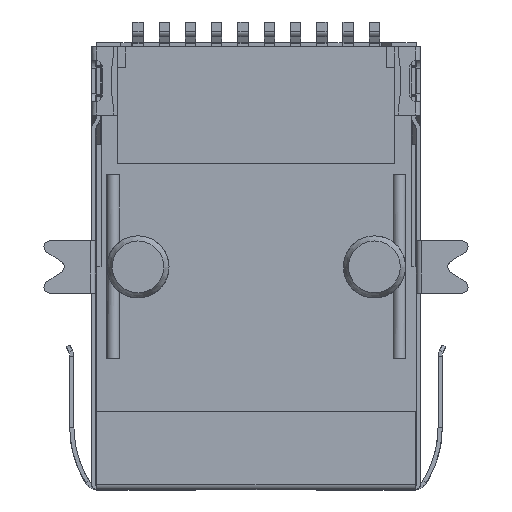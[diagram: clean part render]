
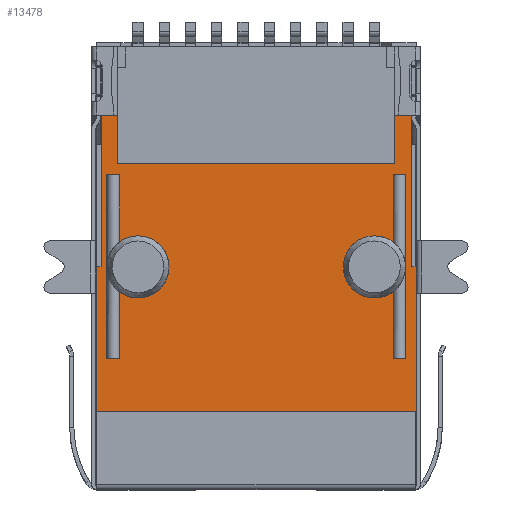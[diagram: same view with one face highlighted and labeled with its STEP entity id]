
A CAD part, top view. The second image highlights one B-rep face of the part: STEP entity #13478.
In plain terms, the highlighted planar face has unit normal (0, 0, 1).
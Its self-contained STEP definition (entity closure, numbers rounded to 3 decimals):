
#795=CIRCLE('',#16412,1.5);
#796=CIRCLE('',#16413,1.5);
#3341=ORIENTED_EDGE('',*,*,#6237,.F.);
#3342=ORIENTED_EDGE('',*,*,#6238,.T.);
#3343=ORIENTED_EDGE('',*,*,#6239,.T.);
#3344=ORIENTED_EDGE('',*,*,#6240,.T.);
#3345=ORIENTED_EDGE('',*,*,#6241,.T.);
#3346=ORIENTED_EDGE('',*,*,#6242,.T.);
#3347=ORIENTED_EDGE('',*,*,#6243,.F.);
#3348=ORIENTED_EDGE('',*,*,#6244,.T.);
#3349=ORIENTED_EDGE('',*,*,#6245,.F.);
#3350=ORIENTED_EDGE('',*,*,#6246,.F.);
#3351=ORIENTED_EDGE('',*,*,#6247,.F.);
#3352=ORIENTED_EDGE('',*,*,#6248,.F.);
#3353=ORIENTED_EDGE('',*,*,#6227,.T.);
#3354=ORIENTED_EDGE('',*,*,#6197,.F.);
#3355=ORIENTED_EDGE('',*,*,#6249,.F.);
#3356=ORIENTED_EDGE('',*,*,#6250,.T.);
#3357=ORIENTED_EDGE('',*,*,#6251,.F.);
#3358=ORIENTED_EDGE('',*,*,#6252,.F.);
#3359=ORIENTED_EDGE('',*,*,#6253,.F.);
#3360=ORIENTED_EDGE('',*,*,#6254,.F.);
#3361=ORIENTED_EDGE('',*,*,#6255,.T.);
#3362=ORIENTED_EDGE('',*,*,#6256,.T.);
#3363=ORIENTED_EDGE('',*,*,#6217,.T.);
#3364=ORIENTED_EDGE('',*,*,#6257,.T.);
#6197=EDGE_CURVE('',#7791,#7788,#9029,.T.);
#6217=EDGE_CURVE('',#7811,#7810,#9049,.T.);
#6227=EDGE_CURVE('',#7817,#7788,#9058,.T.);
#6237=EDGE_CURVE('',#7825,#7826,#795,.F.);
#6238=EDGE_CURVE('',#7825,#7827,#9068,.T.);
#6239=EDGE_CURVE('',#7827,#7828,#9069,.T.);
#6240=EDGE_CURVE('',#7828,#7829,#9070,.T.);
#6241=EDGE_CURVE('',#7829,#7830,#9071,.T.);
#6242=EDGE_CURVE('',#7830,#7826,#9072,.T.);
#6243=EDGE_CURVE('',#7831,#7832,#9073,.T.);
#6244=EDGE_CURVE('',#7831,#7833,#796,.T.);
#6245=EDGE_CURVE('',#7834,#7833,#9074,.T.);
#6246=EDGE_CURVE('',#7835,#7834,#9075,.T.);
#6247=EDGE_CURVE('',#7836,#7835,#9076,.T.);
#6248=EDGE_CURVE('',#7832,#7836,#9077,.T.);
#6249=EDGE_CURVE('',#7837,#7791,#9078,.T.);
#6250=EDGE_CURVE('',#7837,#7838,#9079,.T.);
#6251=EDGE_CURVE('',#7839,#7838,#9080,.T.);
#6252=EDGE_CURVE('',#7840,#7839,#9081,.T.);
#6253=EDGE_CURVE('',#7841,#7840,#9082,.T.);
#6254=EDGE_CURVE('',#7842,#7841,#9083,.T.);
#6255=EDGE_CURVE('',#7842,#7843,#9084,.T.);
#6256=EDGE_CURVE('',#7843,#7811,#9085,.T.);
#6257=EDGE_CURVE('',#7810,#7817,#9086,.T.);
#7788=VERTEX_POINT('',#24486);
#7791=VERTEX_POINT('',#24491);
#7810=VERTEX_POINT('',#24533);
#7811=VERTEX_POINT('',#24535);
#7817=VERTEX_POINT('',#24552);
#7825=VERTEX_POINT('',#24573);
#7826=VERTEX_POINT('',#24574);
#7827=VERTEX_POINT('',#24576);
#7828=VERTEX_POINT('',#24578);
#7829=VERTEX_POINT('',#24580);
#7830=VERTEX_POINT('',#24582);
#7831=VERTEX_POINT('',#24585);
#7832=VERTEX_POINT('',#24586);
#7833=VERTEX_POINT('',#24588);
#7834=VERTEX_POINT('',#24590);
#7835=VERTEX_POINT('',#24592);
#7836=VERTEX_POINT('',#24594);
#7837=VERTEX_POINT('',#24597);
#7838=VERTEX_POINT('',#24599);
#7839=VERTEX_POINT('',#24601);
#7840=VERTEX_POINT('',#24603);
#7841=VERTEX_POINT('',#24605);
#7842=VERTEX_POINT('',#24607);
#7843=VERTEX_POINT('',#24609);
#9029=LINE('',#24492,#10411);
#9049=LINE('',#24534,#10431);
#9058=LINE('',#24551,#10440);
#9068=LINE('',#24575,#10450);
#9069=LINE('',#24577,#10451);
#9070=LINE('',#24579,#10452);
#9071=LINE('',#24581,#10453);
#9072=LINE('',#24583,#10454);
#9073=LINE('',#24584,#10455);
#9074=LINE('',#24589,#10456);
#9075=LINE('',#24591,#10457);
#9076=LINE('',#24593,#10458);
#9077=LINE('',#24595,#10459);
#9078=LINE('',#24596,#10460);
#9079=LINE('',#24598,#10461);
#9080=LINE('',#24600,#10462);
#9081=LINE('',#24602,#10463);
#9082=LINE('',#24604,#10464);
#9083=LINE('',#24606,#10465);
#9084=LINE('',#24608,#10466);
#9085=LINE('',#24610,#10467);
#9086=LINE('',#24611,#10468);
#10411=VECTOR('',#18729,1000.);
#10431=VECTOR('',#18755,1000.);
#10440=VECTOR('',#18768,1000.);
#10450=VECTOR('',#18786,1000.);
#10451=VECTOR('',#18787,1000.);
#10452=VECTOR('',#18788,1000.);
#10453=VECTOR('',#18789,1000.);
#10454=VECTOR('',#18790,1000.);
#10455=VECTOR('',#18791,1000.);
#10456=VECTOR('',#18794,1000.);
#10457=VECTOR('',#18795,1000.);
#10458=VECTOR('',#18796,1000.);
#10459=VECTOR('',#18797,1000.);
#10460=VECTOR('',#18798,1000.);
#10461=VECTOR('',#18799,1000.);
#10462=VECTOR('',#18800,1000.);
#10463=VECTOR('',#18801,1000.);
#10464=VECTOR('',#18802,1000.);
#10465=VECTOR('',#18803,1000.);
#10466=VECTOR('',#18804,1000.);
#10467=VECTOR('',#18805,1000.);
#10468=VECTOR('',#18806,1000.);
#11485=EDGE_LOOP('',(#3341,#3342,#3343,#3344,#3345,#3346));
#11486=EDGE_LOOP('',(#3347,#3348,#3349,#3350,#3351,#3352));
#11487=EDGE_LOOP('',(#3353,#3354,#3355,#3356,#3357,#3358,#3359,#3360,#3361,
#3362,#3363,#3364));
#12267=FACE_BOUND('',#11485,.T.);
#12268=FACE_BOUND('',#11486,.T.);
#12269=FACE_BOUND('',#11487,.T.);
#12828=PLANE('',#16411);
#13478=ADVANCED_FACE('',(#12267,#12268,#12269),#12828,.F.);
#16411=AXIS2_PLACEMENT_3D('',#24571,#18782,#18783);
#16412=AXIS2_PLACEMENT_3D('',#24572,#18784,#18785);
#16413=AXIS2_PLACEMENT_3D('',#24587,#18792,#18793);
#18729=DIRECTION('',(1.,0.,0.));
#18755=DIRECTION('',(0.,1.,0.));
#18768=DIRECTION('',(0.,-1.,0.));
#18782=DIRECTION('',(0.,0.,-1.));
#18783=DIRECTION('',(-1.,0.,0.));
#18784=DIRECTION('',(0.,0.,-1.));
#18785=DIRECTION('',(-1.,0.,0.));
#18786=DIRECTION('',(0.,1.,0.));
#18787=DIRECTION('',(1.,0.,0.));
#18788=DIRECTION('',(0.,-1.,0.));
#18789=DIRECTION('',(-1.,0.,0.));
#18790=DIRECTION('',(0.,1.,0.));
#18791=DIRECTION('',(0.,1.,0.));
#18792=DIRECTION('',(0.,0.,-1.));
#18793=DIRECTION('',(-1.,0.,0.));
#18794=DIRECTION('',(0.,1.,0.));
#18795=DIRECTION('',(1.,0.,0.));
#18796=DIRECTION('',(0.,-1.,0.));
#18797=DIRECTION('',(-1.,0.,0.));
#18798=DIRECTION('',(0.,-1.,0.));
#18799=DIRECTION('',(-1.,0.,0.));
#18800=DIRECTION('',(0.,1.,0.));
#18801=DIRECTION('',(1.,0.,0.));
#18802=DIRECTION('',(0.,1.,0.));
#18803=DIRECTION('',(-1.,0.,0.));
#18804=DIRECTION('',(0.,1.,0.));
#18805=DIRECTION('',(-1.,0.,0.));
#18806=DIRECTION('',(-1.,0.,0.));
#24486=CARTESIAN_POINT('',(6.7,4.95,6.5));
#24491=CARTESIAN_POINT('',(-6.7,4.95,6.5));
#24492=CARTESIAN_POINT('',(-6.7,4.95,6.5));
#24533=CARTESIAN_POINT('',(7.5,7.3,6.5));
#24534=CARTESIAN_POINT('',(7.5,-10.6,6.5));
#24535=CARTESIAN_POINT('',(7.5,-0.04,6.5));
#24551=CARTESIAN_POINT('',(6.7,35.702,6.5));
#24552=CARTESIAN_POINT('',(6.7,7.3,6.5));
#24571=CARTESIAN_POINT('',(7.74,-10.6,6.5));
#24572=CARTESIAN_POINT('',(5.715,-0.04,6.5));
#24573=CARTESIAN_POINT('',(6.615,1.16,6.5));
#24574=CARTESIAN_POINT('',(6.615,-1.24,6.5));
#24575=CARTESIAN_POINT('',(6.615,-10.6,6.5));
#24576=CARTESIAN_POINT('',(6.615,4.41,6.5));
#24577=CARTESIAN_POINT('',(7.74,4.41,6.5));
#24578=CARTESIAN_POINT('',(7.215,4.41,6.5));
#24579=CARTESIAN_POINT('',(7.215,-10.6,6.5));
#24580=CARTESIAN_POINT('',(7.215,-4.49,6.5));
#24581=CARTESIAN_POINT('',(7.74,-4.49,6.5));
#24582=CARTESIAN_POINT('',(6.615,-4.49,6.5));
#24583=CARTESIAN_POINT('',(6.615,-10.6,6.5));
#24584=CARTESIAN_POINT('',(-6.615,-10.6,6.5));
#24585=CARTESIAN_POINT('',(-6.615,1.16,6.5));
#24586=CARTESIAN_POINT('',(-6.615,4.41,6.5));
#24587=CARTESIAN_POINT('',(-5.715,-0.04,6.5));
#24588=CARTESIAN_POINT('',(-6.615,-1.24,6.5));
#24589=CARTESIAN_POINT('',(-6.615,-10.6,6.5));
#24590=CARTESIAN_POINT('',(-6.615,-4.49,6.5));
#24591=CARTESIAN_POINT('',(7.74,-4.49,6.5));
#24592=CARTESIAN_POINT('',(-7.215,-4.49,6.5));
#24593=CARTESIAN_POINT('',(-7.215,-10.6,6.5));
#24594=CARTESIAN_POINT('',(-7.215,4.41,6.5));
#24595=CARTESIAN_POINT('',(7.74,4.41,6.5));
#24596=CARTESIAN_POINT('',(-6.7,35.702,6.5));
#24597=CARTESIAN_POINT('',(-6.7,7.3,6.5));
#24598=CARTESIAN_POINT('',(29.293,7.3,6.5));
#24599=CARTESIAN_POINT('',(-7.5,7.3,6.5));
#24600=CARTESIAN_POINT('',(-7.5,-10.6,6.5));
#24601=CARTESIAN_POINT('',(-7.5,-0.04,6.5));
#24602=CARTESIAN_POINT('',(7.74,-0.04,6.5));
#24603=CARTESIAN_POINT('',(-7.74,-0.04,6.5));
#24604=CARTESIAN_POINT('',(-7.74,-10.6,6.5));
#24605=CARTESIAN_POINT('',(-7.74,-7.05,6.5));
#24606=CARTESIAN_POINT('',(29.293,-7.05,6.5));
#24607=CARTESIAN_POINT('',(7.74,-7.05,6.5));
#24608=CARTESIAN_POINT('',(7.74,-10.6,6.5));
#24609=CARTESIAN_POINT('',(7.74,-0.04,6.5));
#24610=CARTESIAN_POINT('',(7.74,-0.04,6.5));
#24611=CARTESIAN_POINT('',(29.293,7.3,6.5));
